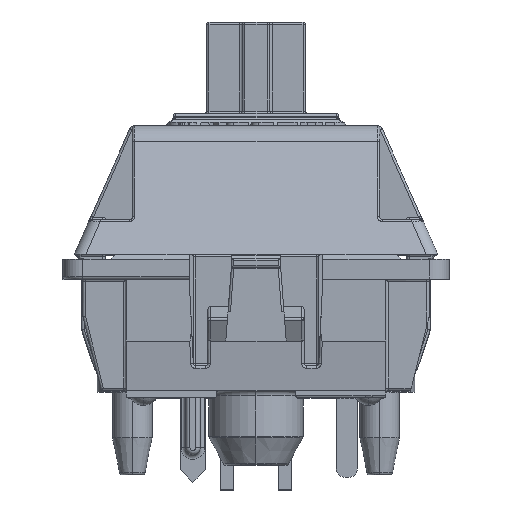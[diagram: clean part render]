
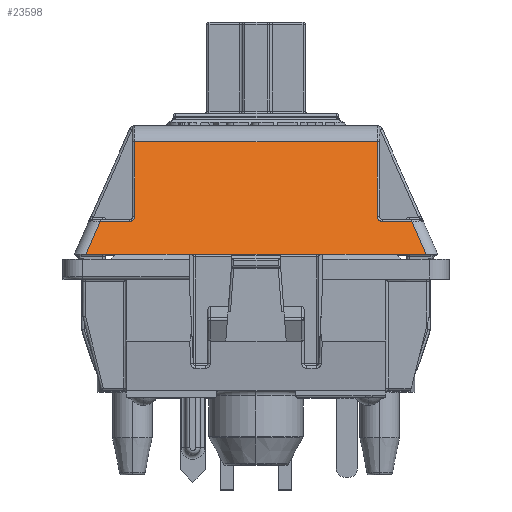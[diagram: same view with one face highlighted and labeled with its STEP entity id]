
A CAD part, top view. The second image highlights one B-rep face of the part: STEP entity #23598.
In plain terms, the highlighted planar face has unit normal (0, 0.359, 0.933).
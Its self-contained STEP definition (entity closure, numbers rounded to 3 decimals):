
#369 = DIRECTION ( 'NONE',  ( -1., 0., 0. ) ) ;
#3482 = CARTESIAN_POINT ( 'NONE',  ( 12.45, 1.336, -0.514 ) ) ;
#4508 = CARTESIAN_POINT ( 'NONE',  ( 2.45, 1.419, -0.546 ) ) ;
#4566 = ORIENTED_EDGE ( 'NONE', *, *, #15226, .F. ) ;
#4926 = VERTEX_POINT ( 'NONE', #27794 ) ;
#5651 = ORIENTED_EDGE ( 'NONE', *, *, #37468, .T. ) ;
#5990 = CARTESIAN_POINT ( 'NONE',  ( 0.467, 0., 0. ) ) ;
#6213 = CARTESIAN_POINT ( 'NONE',  ( 12.25, 1.419, -0.546 ) ) ;
#9477 = ORIENTED_EDGE ( 'NONE', *, *, #12416, .T. ) ;
#10329 = CARTESIAN_POINT ( 'NONE',  ( 0., 1.336, -0.514 ) ) ;
#10693 = ORIENTED_EDGE ( 'NONE', *, *, #48138, .T. ) ;
#11062 = FACE_OUTER_BOUND ( 'NONE', #31291, .T. ) ;
#11092 = DIRECTION ( 'NONE',  ( -0.382, 0.863, -0.332 ) ) ;
#12183 = CARTESIAN_POINT ( 'NONE',  ( 2.45, 1.536, -0.591 ) ) ;
#12416 = EDGE_CURVE ( 'NONE', #15377, #34842, #38677, .T. ) ;
#12478 = VERTEX_POINT ( 'NONE', #29229 ) ;
#12904 = VECTOR ( 'NONE', #14156, 1000. ) ;
#13777 = VECTOR ( 'NONE', #17446, 1000. ) ;
#14156 = DIRECTION ( 'NONE',  ( 0., 0.933, -0.359 ) ) ;
#14433 = CARTESIAN_POINT ( 'NONE',  ( 12.45, 1.336, -0.514 ) ) ;
#14563 = LINE ( 'NONE', #25235, #44025 ) ;
#14774 = CARTESIAN_POINT ( 'NONE',  ( 0., 5.2, -2. ) ) ;
#15226 = EDGE_CURVE ( 'NONE', #43019, #36062, #38613, .T. ) ;
#15377 = VERTEX_POINT ( 'NONE', #19059 ) ;
#16843 = CARTESIAN_POINT ( 'NONE',  ( 1.058, 1.336, -0.514 ) ) ;
#16876 = CARTESIAN_POINT ( 'NONE',  ( 2.364, 4.289, -1.65 ) ) ;
#17313 = EDGE_CURVE ( 'NONE', #4926, #36062, #41137, .T. ) ;
#17446 = DIRECTION ( 'NONE',  ( 1., 0., 0. ) ) ;
#19059 = CARTESIAN_POINT ( 'NONE',  ( 2.45, 4.559, -1.753 ) ) ;
#20245 = VECTOR ( 'NONE', #47332, 1000. ) ;
#20332 = CARTESIAN_POINT ( 'NONE',  ( 2.25, 1.336, -0.514 ) ) ;
#20607 = ORIENTED_EDGE ( 'NONE', *, *, #17313, .T. ) ;
#21187 = CARTESIAN_POINT ( 'NONE',  ( 12.25, 4.559, -1.753 ) ) ;
#21624 =( BOUNDED_CURVE ( )  B_SPLINE_CURVE ( 3, ( #20332, #46823, #4508, #12183 ),
 .UNSPECIFIED., .F., .F. ) 
 B_SPLINE_CURVE_WITH_KNOTS ( ( 4, 4 ),
 ( 3.142, 4.712 ),
 .UNSPECIFIED. ) 
 CURVE ( )  GEOMETRIC_REPRESENTATION_ITEM ( )  RATIONAL_B_SPLINE_CURVE ( ( 1., 0.805, 0.805, 1. ) ) 
 REPRESENTATION_ITEM ( '' )  );
#21826 = CARTESIAN_POINT ( 'NONE',  ( 12.25, 4.559, -1.753 ) ) ;
#21889 = CARTESIAN_POINT ( 'NONE',  ( 0., 0., 0. ) ) ;
#22577 = CARTESIAN_POINT ( 'NONE',  ( 0., 1.336, -0.514 ) ) ;
#22966 = EDGE_CURVE ( 'NONE', #41242, #34842, #21624, .T. ) ;
#23324 = CARTESIAN_POINT ( 'NONE',  ( 2.45, 1.4, -0.538 ) ) ;
#23370 = CARTESIAN_POINT ( 'NONE',  ( 2.45, 1.536, -0.591 ) ) ;
#23598 = ADVANCED_FACE ( 'NONE', ( #11062 ), #44978, .F. ) ;
#25235 = CARTESIAN_POINT ( 'NONE',  ( 10.195, 9.128, -3.511 ) ) ;
#25859 = ORIENTED_EDGE ( 'NONE', *, *, #37979, .T. ) ;
#26170 = DIRECTION ( 'NONE',  ( 0., -0.359, -0.933 ) ) ;
#26573 = EDGE_CURVE ( 'NONE', #43019, #42481, #48058, .T. ) ;
#27794 = CARTESIAN_POINT ( 'NONE',  ( 13.642, 1.336, -0.514 ) ) ;
#28747 = CARTESIAN_POINT ( 'NONE',  ( 12.25, 1.536, -0.591 ) ) ;
#29229 = CARTESIAN_POINT ( 'NONE',  ( 14.233, 0., 0. ) ) ;
#29262 = VERTEX_POINT ( 'NONE', #5990 ) ;
#29326 = ORIENTED_EDGE ( 'NONE', *, *, #22966, .F. ) ;
#29343 = VECTOR ( 'NONE', #38434, 1000. ) ;
#30315 = LINE ( 'NONE', #34028, #37284 ) ;
#31291 = EDGE_LOOP ( 'NONE', ( #4566, #42099, #37232, #9477, #29326, #47329, #5651, #10693, #25859, #20607 ) ) ;
#32322 = LINE ( 'NONE', #21889, #13777 ) ;
#32699 = CARTESIAN_POINT ( 'NONE',  ( 12.333, 1.336, -0.514 ) ) ;
#33566 = EDGE_CURVE ( 'NONE', #42481, #15377, #30315, .T. ) ;
#34028 = CARTESIAN_POINT ( 'NONE',  ( 2.35, 4.559, -1.753 ) ) ;
#34842 = VERTEX_POINT ( 'NONE', #23370 ) ;
#36062 = VERTEX_POINT ( 'NONE', #14433 ) ;
#37232 = ORIENTED_EDGE ( 'NONE', *, *, #33566, .T. ) ;
#37284 = VECTOR ( 'NONE', #369, 1000. ) ;
#37436 = DIRECTION ( 'NONE',  ( -1., 0., 0. ) ) ;
#37468 = EDGE_CURVE ( 'NONE', #48908, #29262, #47570, .T. ) ;
#37836 = VECTOR ( 'NONE', #40549, 1000. ) ;
#37979 = EDGE_CURVE ( 'NONE', #12478, #4926, #14563, .T. ) ;
#38434 = DIRECTION ( 'NONE',  ( 0., -0.933, 0.359 ) ) ;
#38613 =( BOUNDED_CURVE ( )  B_SPLINE_CURVE ( 3, ( #28747, #6213, #32699, #3482 ),
 .UNSPECIFIED., .F., .F. ) 
 B_SPLINE_CURVE_WITH_KNOTS ( ( 4, 4 ),
 ( 4.712, 6.283 ),
 .UNSPECIFIED. ) 
 CURVE ( )  GEOMETRIC_REPRESENTATION_ITEM ( )  RATIONAL_B_SPLINE_CURVE ( ( 1., 0.805, 0.805, 1. ) ) 
 REPRESENTATION_ITEM ( '' )  );
#38677 = LINE ( 'NONE', #23324, #29343 ) ;
#40069 = LINE ( 'NONE', #10329, #37836 ) ;
#40310 = VECTOR ( 'NONE', #37436, 1000. ) ;
#40549 = DIRECTION ( 'NONE',  ( -1., 0., 0. ) ) ;
#40879 = EDGE_CURVE ( 'NONE', #41242, #48908, #40069, .T. ) ;
#41137 = LINE ( 'NONE', #22577, #40310 ) ;
#41242 = VERTEX_POINT ( 'NONE', #47912 ) ;
#42099 = ORIENTED_EDGE ( 'NONE', *, *, #26573, .T. ) ;
#42481 = VERTEX_POINT ( 'NONE', #21187 ) ;
#43019 = VERTEX_POINT ( 'NONE', #48453 ) ;
#43558 = AXIS2_PLACEMENT_3D ( 'NONE', #14774, #26170, #48943 ) ;
#44025 = VECTOR ( 'NONE', #11092, 1000. ) ;
#44978 = PLANE ( 'NONE',  #43558 ) ;
#46823 = CARTESIAN_POINT ( 'NONE',  ( 2.367, 1.336, -0.514 ) ) ;
#47329 = ORIENTED_EDGE ( 'NONE', *, *, #40879, .T. ) ;
#47332 = DIRECTION ( 'NONE',  ( -0.382, -0.863, 0.332 ) ) ;
#47570 = LINE ( 'NONE', #16876, #20245 ) ;
#47912 = CARTESIAN_POINT ( 'NONE',  ( 2.25, 1.336, -0.514 ) ) ;
#48058 = LINE ( 'NONE', #21826, #12904 ) ;
#48138 = EDGE_CURVE ( 'NONE', #29262, #12478, #32322, .T. ) ;
#48453 = CARTESIAN_POINT ( 'NONE',  ( 12.25, 1.536, -0.591 ) ) ;
#48908 = VERTEX_POINT ( 'NONE', #16843 ) ;
#48943 = DIRECTION ( 'NONE',  ( 0., -0.933, 0.359 ) ) ;
